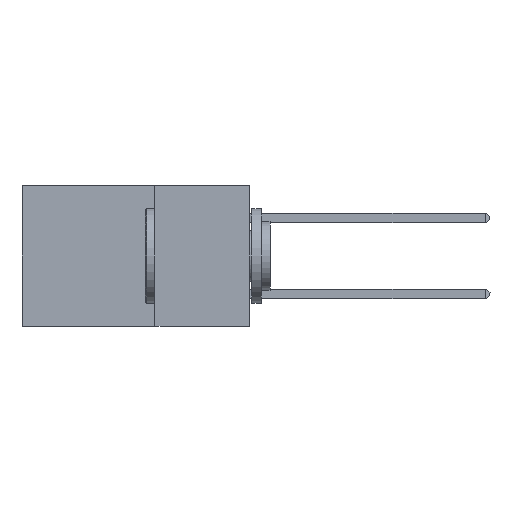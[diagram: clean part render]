
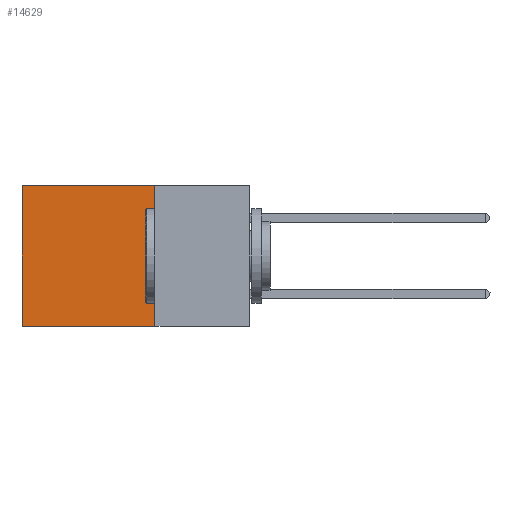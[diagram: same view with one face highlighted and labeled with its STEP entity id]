
A CAD part, left-side view. The second image highlights one B-rep face of the part: STEP entity #14629.
In plain terms, the highlighted planar face has unit normal (-1, 0, 0).
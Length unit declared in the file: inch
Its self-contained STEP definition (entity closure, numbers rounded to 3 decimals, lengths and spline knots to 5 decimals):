
#711 = ORIENTED_EDGE ( 'NONE', *, *, #8421, .F. ) ;
#729 = ORIENTED_EDGE ( 'NONE', *, *, #15900, .T. ) ;
#742 = EDGE_CURVE ( 'NONE', #14695, #17914, #7043, .T. ) ;
#771 = DIRECTION ( 'NONE',  ( 0., 0., -1. ) ) ;
#839 = DIRECTION ( 'NONE',  ( 0., 1., 0. ) ) ;
#1184 = CARTESIAN_POINT ( 'NONE',  ( 0.2875, 0.25, -0.37 ) ) ;
#1273 = EDGE_CURVE ( 'NONE', #14695, #2509, #11416, .T. ) ;
#1991 = CARTESIAN_POINT ( 'NONE',  ( 0.2875, 0.6, 0. ) ) ;
#2372 = DIRECTION ( 'NONE',  ( 0., 0., -1. ) ) ;
#2509 = VERTEX_POINT ( 'NONE', #3622 ) ;
#2833 = ORIENTED_EDGE ( 'NONE', *, *, #1273, .T. ) ;
#3622 = CARTESIAN_POINT ( 'NONE',  ( 0.2875, 0.6, 0. ) ) ;
#4239 = VECTOR ( 'NONE', #839, 39.37008 ) ;
#4679 = CARTESIAN_POINT ( 'NONE',  ( 0.2875, 0.6, -0.37 ) ) ;
#4782 = DIRECTION ( 'NONE',  ( 0., 0., -1. ) ) ;
#6677 = CARTESIAN_POINT ( 'NONE',  ( 0.2875, 0.25, 0. ) ) ;
#7043 = LINE ( 'NONE', #10903, #8813 ) ;
#7669 = CARTESIAN_POINT ( 'NONE',  ( 0.2875, 0.25, 0. ) ) ;
#8421 = EDGE_CURVE ( 'NONE', #17914, #17109, #17960, .T. ) ;
#8813 = VECTOR ( 'NONE', #2372, 39.37008 ) ;
#9170 = ORIENTED_EDGE ( 'NONE', *, *, #742, .F. ) ;
#9509 = CARTESIAN_POINT ( 'NONE',  ( 0.2875, 0.25, 0. ) ) ;
#10116 = VECTOR ( 'NONE', #13911, 39.37008 ) ;
#10903 = CARTESIAN_POINT ( 'NONE',  ( 0.2875, 0.25, 0. ) ) ;
#11416 = LINE ( 'NONE', #9509, #10116 ) ;
#11804 = AXIS2_PLACEMENT_3D ( 'NONE', #7669, #17388, #771 ) ;
#11816 = PLANE ( 'NONE',  #11804 ) ;
#12795 = LINE ( 'NONE', #1991, #15998 ) ;
#13911 = DIRECTION ( 'NONE',  ( 0., 1., 0. ) ) ;
#14629 = ADVANCED_FACE ( 'NONE', ( #18032 ), #11816, .F. ) ;
#14695 = VERTEX_POINT ( 'NONE', #6677 ) ;
#15777 = CARTESIAN_POINT ( 'NONE',  ( 0.2875, 0.25, -0.37 ) ) ;
#15900 = EDGE_CURVE ( 'NONE', #2509, #17109, #12795, .T. ) ;
#15998 = VECTOR ( 'NONE', #4782, 39.37008 ) ;
#17109 = VERTEX_POINT ( 'NONE', #4679 ) ;
#17388 = DIRECTION ( 'NONE',  ( 1., 0., 0. ) ) ;
#17786 = EDGE_LOOP ( 'NONE', ( #729, #711, #9170, #2833 ) ) ;
#17914 = VERTEX_POINT ( 'NONE', #15777 ) ;
#17960 = LINE ( 'NONE', #1184, #4239 ) ;
#18032 = FACE_OUTER_BOUND ( 'NONE', #17786, .T. ) ;
